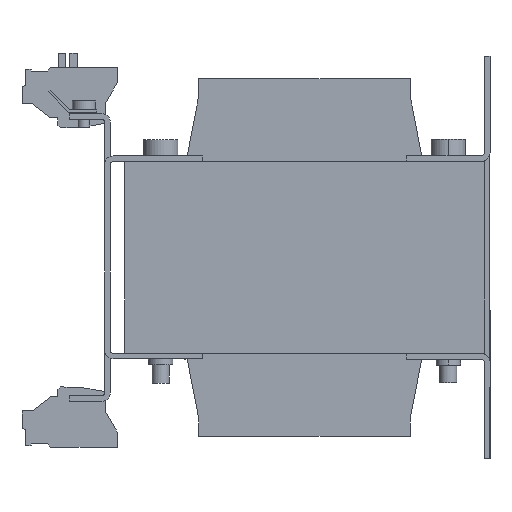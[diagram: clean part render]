
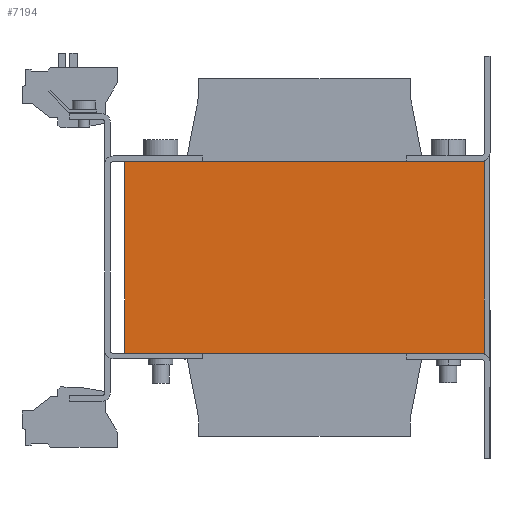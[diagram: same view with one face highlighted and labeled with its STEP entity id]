
A CAD part, left-side view. The second image highlights one B-rep face of the part: STEP entity #7194.
In plain terms, the highlighted planar face has unit normal (-1, 0, 0).
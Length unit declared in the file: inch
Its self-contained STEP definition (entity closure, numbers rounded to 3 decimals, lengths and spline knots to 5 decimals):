
#121 = EDGE_LOOP ( 'NONE', ( #621, #3946, #3427, #3199 ) ) ;
#621 = ORIENTED_EDGE ( 'NONE', *, *, #8200, .T. ) ;
#694 = VECTOR ( 'NONE', #10182, 39.37008 ) ;
#782 = VECTOR ( 'NONE', #2144, 39.37008 ) ;
#1405 = CARTESIAN_POINT ( 'NONE',  ( -2.95276, 0., -1.30906 ) ) ;
#1920 = LINE ( 'NONE', #9728, #2670 ) ;
#2144 = DIRECTION ( 'NONE',  ( 0., -1., 0. ) ) ;
#2196 = CARTESIAN_POINT ( 'NONE',  ( -2.95276, 2.46067, -1.30906 ) ) ;
#2210 = CARTESIAN_POINT ( 'NONE',  ( -2.95276, -2.46063, -1.30906 ) ) ;
#2449 = LINE ( 'NONE', #8071, #7893 ) ;
#2482 = CARTESIAN_POINT ( 'NONE',  ( -2.95276, 2.46067, 1.30906 ) ) ;
#2668 = EDGE_CURVE ( 'NONE', #6499, #3431, #6891, .T. ) ;
#2670 = VECTOR ( 'NONE', #4264, 39.37008 ) ;
#3199 = ORIENTED_EDGE ( 'NONE', *, *, #2668, .T. ) ;
#3427 = ORIENTED_EDGE ( 'NONE', *, *, #5525, .F. ) ;
#3431 = VERTEX_POINT ( 'NONE', #2210 ) ;
#3946 = ORIENTED_EDGE ( 'NONE', *, *, #7343, .F. ) ;
#4264 = DIRECTION ( 'NONE',  ( 0., 0., 1. ) ) ;
#4356 = FACE_OUTER_BOUND ( 'NONE', #121, .T. ) ;
#5525 = EDGE_CURVE ( 'NONE', #6499, #8448, #1920, .T. ) ;
#6499 = VERTEX_POINT ( 'NONE', #2196 ) ;
#6891 = LINE ( 'NONE', #1405, #782 ) ;
#7194 = ADVANCED_FACE ( 'NONE', ( #4356 ), #9974, .F. ) ;
#7245 = DIRECTION ( 'NONE',  ( 0., 0., 1. ) ) ;
#7323 = VERTEX_POINT ( 'NONE', #7984 ) ;
#7343 = EDGE_CURVE ( 'NONE', #8448, #7323, #8562, .T. ) ;
#7689 = DIRECTION ( 'NONE',  ( 0., 0., -1. ) ) ;
#7861 = AXIS2_PLACEMENT_3D ( 'NONE', #9293, #8510, #7689 ) ;
#7893 = VECTOR ( 'NONE', #7245, 39.37008 ) ;
#7984 = CARTESIAN_POINT ( 'NONE',  ( -2.95276, -2.46063, 1.30906 ) ) ;
#8071 = CARTESIAN_POINT ( 'NONE',  ( -2.95276, -2.46063, 1.30906 ) ) ;
#8200 = EDGE_CURVE ( 'NONE', #3431, #7323, #2449, .T. ) ;
#8448 = VERTEX_POINT ( 'NONE', #2482 ) ;
#8510 = DIRECTION ( 'NONE',  ( 1., 0., 0. ) ) ;
#8562 = LINE ( 'NONE', #9602, #694 ) ;
#9293 = CARTESIAN_POINT ( 'NONE',  ( -2.95276, 0., 1.30906 ) ) ;
#9602 = CARTESIAN_POINT ( 'NONE',  ( -2.95276, 0., 1.30906 ) ) ;
#9728 = CARTESIAN_POINT ( 'NONE',  ( -2.95276, 2.46067, 1.30906 ) ) ;
#9974 = PLANE ( 'NONE',  #7861 ) ;
#10182 = DIRECTION ( 'NONE',  ( 0., -1., 0. ) ) ;
